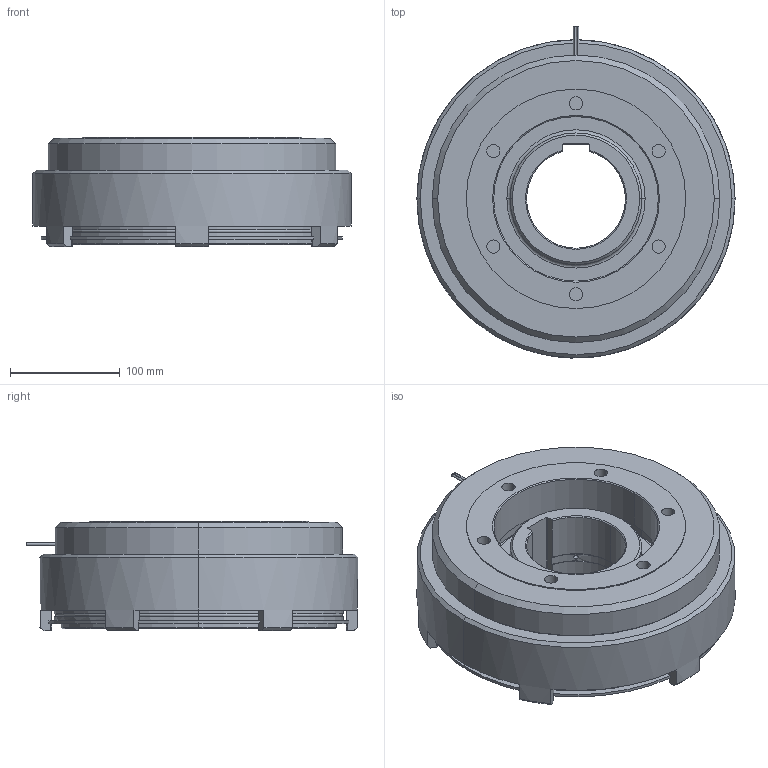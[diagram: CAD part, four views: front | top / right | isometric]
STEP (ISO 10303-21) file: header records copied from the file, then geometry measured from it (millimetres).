
FILE_DESCRIPTION (( 'STEP AP203' ), '1' );
FILE_NAME ('MWB 160_23126000.STEP', '2016-06-28T03:47:37', ( ' ' ), ( '' ), 'SwSTEP 2.0', 'SolidWorks 2009', '' );
FILE_SCHEMA (( 'CONFIG_CONTROL_DESIGN' ));
Length unit declared in the file: millimetre
Products named in the file (1): MWB 160_23126000
Bounding box: 290 x 302.5 x 100 mm (x, y, z)
Volume: 4587114.9 mm3; surface area: 333596.6 mm2
Topology: 1 solids, 2 shells, 234 faces, 621 edges, 390 vertices
Faces by surface type: cylinder 99, plane 89, cone 40, torus 6
Entity records: 7922 total; most frequent: CARTESIAN_POINT 1874, DIRECTION 1289, ORIENTED_EDGE 1242, EDGE_CURVE 621, AXIS2_PLACEMENT_3D 481, VERTEX_POINT 390, VECTOR 327, LINE 327
